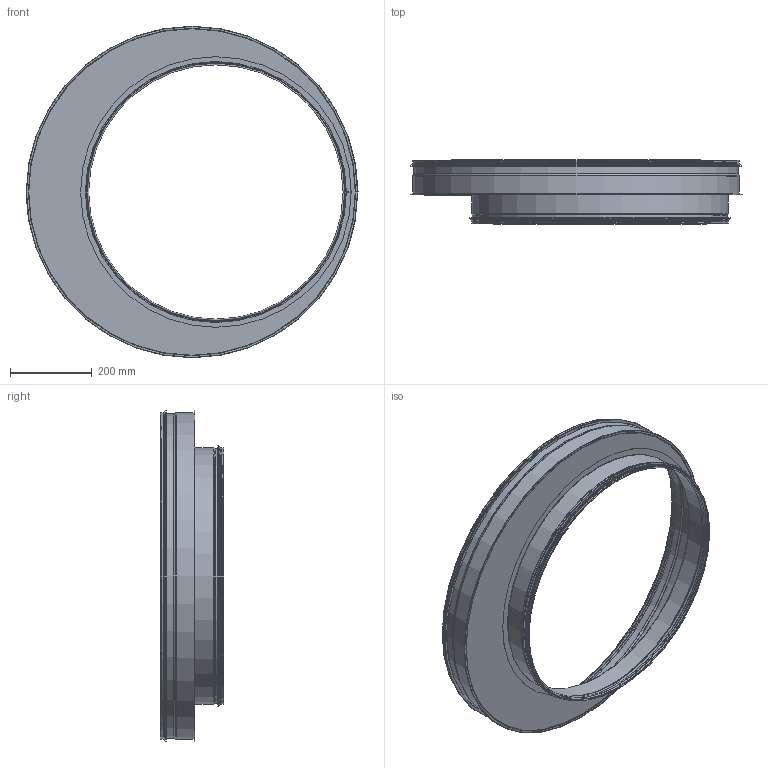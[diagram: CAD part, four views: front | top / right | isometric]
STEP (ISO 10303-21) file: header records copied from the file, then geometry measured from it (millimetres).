
FILE_DESCRIPTION((''),'2;1');
FILE_NAME('HFE_800-630.stp','2014-02-19T14:33:19',(''),(''),'Autodesk Inventor 2013','Autodesk Inventor 2013','');
FILE_SCHEMA(('AUTOMOTIVE_DESIGN { 1 2 10303 214 0 1 1 1 }'));
Length unit declared in the file: millimetre
Products named in the file (8): HFE_800-630; StosDragenKant-630; StosDragenKantRörämne-630; 999011; RondellMedHål_800-630; StosMedFals-800; StosMedFalsRörämne-800; 999012
Assembly tree (7 placements, depth 3):
  HFE_800-630
    StosDragenKant-630
      StosDragenKantRörämne-630
      999011
    RondellMedHål_800-630
    StosMedFals-800
      StosMedFalsRörämne-800
      999012
Bounding box: 813.08 x 156 x 813.08 mm (x, y, z)
Volume: 481564.8 mm3; surface area: 1551941.1 mm2
Topology: 5 solids, 5 shells, 142 faces, 272 edges, 146 vertices
Faces by surface type: plane 68, torus 34, cylinder 28, cone 12
Full cylindrical faces by diameter (mm): 622.9 x1, 623.9 x1, 625.1 x1, 627.7 x5, 628.7 x2, 629.7 x1, 634.1 x1, 639.1 x1, 662.7 x1, 792.85 x1, 793.85 x1, 795.05 x1, 797.65 x5, 798.65 x2, 801.65 x1, 804.05 x1, 809.05 x1, 810.65 x1
Entity records: 3759 total; most frequent: DIRECTION 694, CARTESIAN_POINT 545, ORIENTED_EDGE 484, AXIS2_PLACEMENT_3D 295, EDGE_CURVE 242, EDGE_LOOP 184, STYLED_ITEM 147, VERTEX_POINT 146
